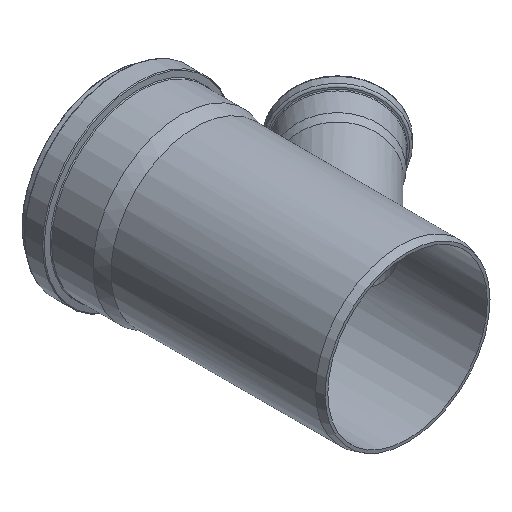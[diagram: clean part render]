
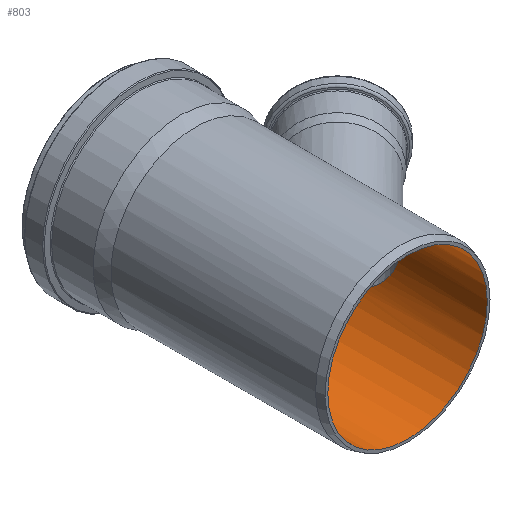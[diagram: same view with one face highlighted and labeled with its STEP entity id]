
A CAD part, isometric view. The second image highlights one B-rep face of the part: STEP entity #803.
In plain terms, the highlighted cylindrical face has radius 94.65 mm (diameter 189.3 mm), a full revolution.
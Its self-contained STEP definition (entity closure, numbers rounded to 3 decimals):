
#69=FACE_BOUND('',#314,.T.);
#70=FACE_BOUND('',#315,.T.);
#136=CIRCLE('',#888,94.65);
#139=CIRCLE('',#893,94.65);
#172=CYLINDRICAL_SURFACE('',#894,94.65);
#220=FACE_OUTER_BOUND('',#313,.T.);
#313=EDGE_LOOP('',(#701));
#314=EDGE_LOOP('',(#702));
#315=EDGE_LOOP('',(#703));
#398=B_SPLINE_CURVE_WITH_KNOTS('',3,(#2062,#2063,#2064,#2065,#2066,#2067,
#2068,#2069,#2070,#2071,#2072,#2073,#2074,#2075,#2076,#2077,#2078,#2079,
#2080,#2081,#2082,#2083,#2084,#2085,#2086,#2087,#2088,#2089,#2090,#2091,
#2092,#2093,#2094,#2095,#2096,#2097,#2098,#2099,#2100,#2101,#2102,#2103,
#2104,#2105,#2106,#2107,#2108,#2109,#2110,#2111,#2112,#2113,#2114,#2115,
#2116,#2117,#2118,#2119,#2120,#2121,#2122,#2123,#2124,#2125,#2126,#2127),
 .UNSPECIFIED.,.T.,.F.,(4,2,2,2,2,2,2,2,2,2,2,2,2,2,2,2,2,2,2,2,2,2,2,2,
2,2,2,2,2,2,2,2,4),(0.,1.689,3.378,5.067,
6.756,7.784,8.812,9.839,10.867,
11.895,12.922,13.95,14.978,16.667,
18.356,20.045,21.734,22.93,24.127,
25.323,26.52,27.481,28.443,29.404,
30.365,31.327,32.288,33.249,34.211,
35.407,36.604,37.8,38.997),
 .UNSPECIFIED.);
#429=VERTEX_POINT('',#2061);
#453=VERTEX_POINT('',#2198);
#456=VERTEX_POINT('',#2206);
#521=EDGE_CURVE('',#429,#429,#398,.T.);
#545=EDGE_CURVE('',#453,#453,#136,.T.);
#548=EDGE_CURVE('',#456,#456,#139,.T.);
#701=ORIENTED_EDGE('',*,*,#545,.F.);
#702=ORIENTED_EDGE('',*,*,#521,.F.);
#703=ORIENTED_EDGE('',*,*,#548,.T.);
#803=ADVANCED_FACE('',(#220,#69,#70),#172,.F.);
#888=AXIS2_PLACEMENT_3D('',#2199,#1060,#1061);
#893=AXIS2_PLACEMENT_3D('',#2207,#1070,#1071);
#894=AXIS2_PLACEMENT_3D('',#2208,#1072,#1073);
#1060=DIRECTION('center_axis',(0.,-1.,0.));
#1061=DIRECTION('ref_axis',(1.,0.,0.));
#1070=DIRECTION('center_axis',(0.,-1.,0.));
#1071=DIRECTION('ref_axis',(1.,0.,0.));
#1072=DIRECTION('center_axis',(0.,-1.,0.));
#1073=DIRECTION('ref_axis',(1.,0.,0.));
#2061=CARTESIAN_POINT('',(79.152,-89.589,51.9));
#2062=CARTESIAN_POINT('Ctrl Pts',(79.152,-89.589,51.9));
#2063=CARTESIAN_POINT('Ctrl Pts',(79.152,-83.959,51.9));
#2064=CARTESIAN_POINT('Ctrl Pts',(79.457,-78.14,51.442));
#2065=CARTESIAN_POINT('Ctrl Pts',(80.547,-66.439,49.717));
#2066=CARTESIAN_POINT('Ctrl Pts',(81.331,-60.556,48.45));
#2067=CARTESIAN_POINT('Ctrl Pts',(83.191,-49.041,45.183));
#2068=CARTESIAN_POINT('Ctrl Pts',(84.265,-43.409,43.183));
#2069=CARTESIAN_POINT('Ctrl Pts',(86.507,-32.713,38.495));
#2070=CARTESIAN_POINT('Ctrl Pts',(87.675,-27.649,35.808));
#2071=CARTESIAN_POINT('Ctrl Pts',(89.474,-20.233,30.933));
#2072=CARTESIAN_POINT('Ctrl Pts',(90.183,-17.412,28.837));
#2073=CARTESIAN_POINT('Ctrl Pts',(91.544,-12.132,24.171));
#2074=CARTESIAN_POINT('Ctrl Pts',(92.196,-9.673,21.601));
#2075=CARTESIAN_POINT('Ctrl Pts',(93.323,-5.487,16.044));
#2076=CARTESIAN_POINT('Ctrl Pts',(93.799,-3.758,13.054));
#2077=CARTESIAN_POINT('Ctrl Pts',(94.463,-1.361,6.745));
#2078=CARTESIAN_POINT('Ctrl Pts',(94.65,-0.693,3.426));
#2079=CARTESIAN_POINT('Ctrl Pts',(94.65,-0.693,-3.426));
#2080=CARTESIAN_POINT('Ctrl Pts',(94.463,-1.361,-6.745));
#2081=CARTESIAN_POINT('Ctrl Pts',(93.799,-3.758,-13.054));
#2082=CARTESIAN_POINT('Ctrl Pts',(93.323,-5.487,-16.044));
#2083=CARTESIAN_POINT('Ctrl Pts',(92.196,-9.673,-21.601));
#2084=CARTESIAN_POINT('Ctrl Pts',(91.544,-12.132,-24.171));
#2085=CARTESIAN_POINT('Ctrl Pts',(90.183,-17.412,-28.837));
#2086=CARTESIAN_POINT('Ctrl Pts',(89.474,-20.233,-30.933));
#2087=CARTESIAN_POINT('Ctrl Pts',(87.675,-27.649,-35.808));
#2088=CARTESIAN_POINT('Ctrl Pts',(86.507,-32.713,-38.495));
#2089=CARTESIAN_POINT('Ctrl Pts',(84.265,-43.409,-43.183));
#2090=CARTESIAN_POINT('Ctrl Pts',(83.191,-49.041,-45.183));
#2091=CARTESIAN_POINT('Ctrl Pts',(81.331,-60.556,-48.45));
#2092=CARTESIAN_POINT('Ctrl Pts',(80.547,-66.439,-49.717));
#2093=CARTESIAN_POINT('Ctrl Pts',(79.457,-78.14,-51.442));
#2094=CARTESIAN_POINT('Ctrl Pts',(79.152,-83.959,-51.9));
#2095=CARTESIAN_POINT('Ctrl Pts',(79.152,-93.577,-51.9));
#2096=CARTESIAN_POINT('Ctrl Pts',(79.306,-97.738,-51.668));
#2097=CARTESIAN_POINT('Ctrl Pts',(80.03,-106.019,-50.54));
#2098=CARTESIAN_POINT('Ctrl Pts',(80.602,-110.14,-49.641));
#2099=CARTESIAN_POINT('Ctrl Pts',(82.139,-117.979,-47.053));
#2100=CARTESIAN_POINT('Ctrl Pts',(83.108,-121.707,-45.357));
#2101=CARTESIAN_POINT('Ctrl Pts',(85.255,-128.479,-41.179));
#2102=CARTESIAN_POINT('Ctrl Pts',(86.431,-131.525,-38.696));
#2103=CARTESIAN_POINT('Ctrl Pts',(88.485,-136.261,-33.687));
#2104=CARTESIAN_POINT('Ctrl Pts',(89.421,-138.203,-31.159));
#2105=CARTESIAN_POINT('Ctrl Pts',(91.159,-141.574,-25.632));
#2106=CARTESIAN_POINT('Ctrl Pts',(91.959,-143.003,-22.635));
#2107=CARTESIAN_POINT('Ctrl Pts',(93.278,-145.276,-16.373));
#2108=CARTESIAN_POINT('Ctrl Pts',(93.797,-146.122,-13.102));
#2109=CARTESIAN_POINT('Ctrl Pts',(94.483,-147.228,-6.518));
#2110=CARTESIAN_POINT('Ctrl Pts',(94.65,-147.488,-3.205));
#2111=CARTESIAN_POINT('Ctrl Pts',(94.65,-147.488,3.205));
#2112=CARTESIAN_POINT('Ctrl Pts',(94.483,-147.228,6.518));
#2113=CARTESIAN_POINT('Ctrl Pts',(93.797,-146.122,13.102));
#2114=CARTESIAN_POINT('Ctrl Pts',(93.278,-145.276,16.373));
#2115=CARTESIAN_POINT('Ctrl Pts',(91.959,-143.003,22.635));
#2116=CARTESIAN_POINT('Ctrl Pts',(91.159,-141.574,25.632));
#2117=CARTESIAN_POINT('Ctrl Pts',(89.421,-138.203,31.159));
#2118=CARTESIAN_POINT('Ctrl Pts',(88.485,-136.261,33.687));
#2119=CARTESIAN_POINT('Ctrl Pts',(86.431,-131.525,38.696));
#2120=CARTESIAN_POINT('Ctrl Pts',(85.255,-128.479,41.179));
#2121=CARTESIAN_POINT('Ctrl Pts',(83.108,-121.707,45.357));
#2122=CARTESIAN_POINT('Ctrl Pts',(82.139,-117.979,47.053));
#2123=CARTESIAN_POINT('Ctrl Pts',(80.602,-110.14,49.641));
#2124=CARTESIAN_POINT('Ctrl Pts',(80.03,-106.019,50.54));
#2125=CARTESIAN_POINT('Ctrl Pts',(79.306,-97.738,51.668));
#2126=CARTESIAN_POINT('Ctrl Pts',(79.152,-93.577,51.9));
#2127=CARTESIAN_POINT('Ctrl Pts',(79.152,-89.589,51.9));
#2198=CARTESIAN_POINT('',(94.65,0.,0.));
#2199=CARTESIAN_POINT('Origin',(0.,0.,
0.));
#2206=CARTESIAN_POINT('',(94.65,-251.914,0.));
#2207=CARTESIAN_POINT('Origin',(0.,-251.914,
0.));
#2208=CARTESIAN_POINT('Origin',(0.,-125.957,
0.));
